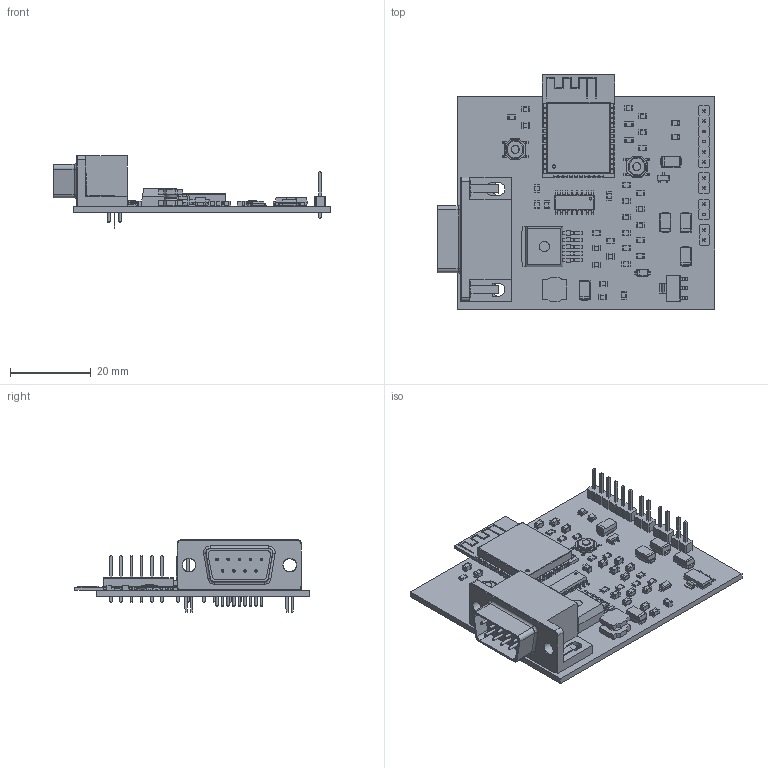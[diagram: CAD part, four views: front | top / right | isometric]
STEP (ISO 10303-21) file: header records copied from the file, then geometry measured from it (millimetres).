
FILE_DESCRIPTION(('KiCad electronic assembly'),'2;1');
FILE_NAME('Projeto SIllion.step','2025-08-22T10:45:26',('Pcbnew'),( 'Kicad'),'Open CASCADE STEP processor 7.8','KiCad to STEP converter' ,'Unknown');
FILE_SCHEMA(('AUTOMOTIVE_DESIGN { 1 0 10303 214 1 1 1 1 }'));
Length unit declared in the file: millimetre
Products named in the file (19): Projeto SIllion 1; C_0805_2012Metric; PinHeader_1x06_P2.54mm_Vertical; TO-263-5_TabPin3; Projeto SIllion 1.5.1; R_0805_2012Metric; SW_SPST_TL3342; SOT-223; D_SMA; SOT-23; ESP32-WROOM-32; L_Bourns_SRN6045TA; L_0805_2012Metric; LED_0805_2012Metric; DSUB-9_Pins_Horizontal_P2.77x2.84mm_EdgePinOffset7.70mm_Housed_
MountingHolesOffset9.12mm; D_SOD-123; PinHeader_1x02_P2.54mm_Vertical; SOIC-16_3.9x9.9mm_P1.27mm; Projeto SIllion_PCB
Assembly tree (55 placements, depth 3):
  Projeto SIllion 1
    C_0805_2012Metric  x20
    PinHeader_1x06_P2.54mm_Vertical
    TO-263-5_TabPin3
      Projeto SIllion 1.5.1
    R_0805_2012Metric  x11
    SW_SPST_TL3342  x2
    SOT-223
    D_SMA  x5
    SOT-23
    ESP32-WROOM-32
    L_Bourns_SRN6045TA
    L_0805_2012Metric
    LED_0805_2012Metric  x2
    DSUB-9_Pins_Horizontal_P2.77x2.84mm_EdgePinOffset7.70mm_Housed_
MountingHolesOffset9.12mm
    D_SOD-123
    PinHeader_1x02_P2.54mm_Vertical  x3
    SOIC-16_3.9x9.9mm_P1.27mm
    Projeto SIllion_PCB
Bounding box: 68.9 x 58.1 x 17.9 mm (x, y, z)
Volume: 11205.8 mm3; surface area: 13592.9 mm2
Topology: 60 solids, 64 shells, 3542 faces, 9114 edges, 5808 vertices
Faces by surface type: plane 2547, cylinder 759, bspline 191, torus 31, cone 6, sphere 4, revolution 4
Full cylindrical faces by diameter (mm): 0.2 x12, 0.6 x1, 0.64 x27, 0.8 x2, 1 x21, 2 x2, 2.5 x1, 3.2 x4, 4 x2
Entity records: 83701 total; most frequent: CARTESIAN_POINT 13237, ORIENTED_EDGE 11488, DIRECTION 10973, EDGE_CURVE 5744, LINE 4459, VECTOR 4459, VERTEX_POINT 3611, AXIS2_PLACEMENT_3D 3255
